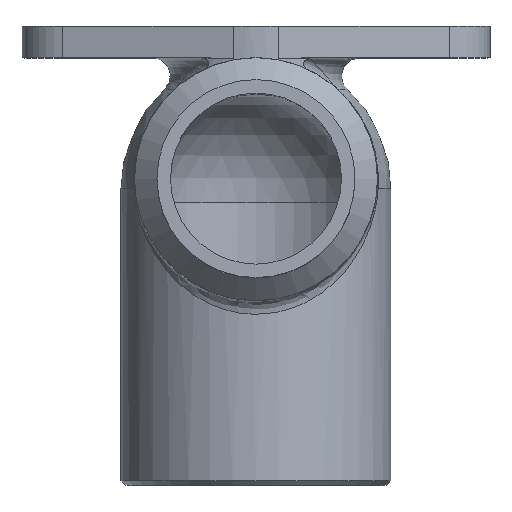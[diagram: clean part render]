
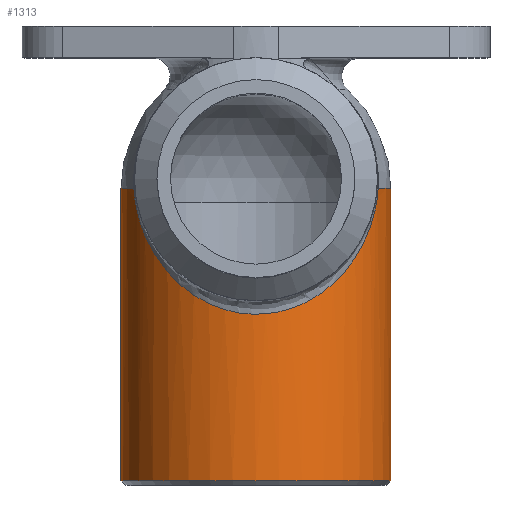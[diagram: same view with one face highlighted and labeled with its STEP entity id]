
A CAD part, top view. The second image highlights one B-rep face of the part: STEP entity #1313.
In plain terms, the highlighted cylindrical face has radius 15 mm (diameter 30 mm), a full revolution.
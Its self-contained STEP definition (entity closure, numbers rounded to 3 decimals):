
#26=LINE('',#2454,#102);
#27=LINE('',#2461,#103);
#28=LINE('',#2465,#104);
#102=VECTOR('',#1522,15.);
#103=VECTOR('',#1529,10.);
#104=VECTOR('',#1532,10.);
#178=CYLINDRICAL_SURFACE('',#1408,15.);
#204=B_SPLINE_CURVE_WITH_KNOTS('',3,(#2164,#2165,#2166,#2167,#2168,#2169,
#2170,#2171,#2172,#2173,#2174,#2175,#2176,#2177),.UNSPECIFIED.,.F.,.F.,
(4,1,1,1,1,1,1,1,1,1,1,4),(3.264,3.615,3.966,
4.668,5.37,5.604,6.072,6.306,
6.774,7.476,7.827,8.178),
 .UNSPECIFIED.);
#300=FACE_BOUND('',#392,.T.);
#314=FACE_OUTER_BOUND('',#391,.T.);
#391=EDGE_LOOP('',(#885,#886,#887,#888,#889,#890,#891,#892));
#392=EDGE_LOOP('',(#893,#894,#895,#896));
#471=CIRCLE('',#1409,15.);
#472=CIRCLE('',#1410,15.);
#473=CIRCLE('',#1411,15.);
#474=CIRCLE('',#1412,15.);
#475=CIRCLE('',#1413,15.);
#476=CIRCLE('',#1414,15.);
#477=CIRCLE('',#1415,15.);
#523=VERTEX_POINT('',#2042);
#525=VERTEX_POINT('',#2142);
#532=VERTEX_POINT('',#2449);
#533=VERTEX_POINT('',#2450);
#534=VERTEX_POINT('',#2453);
#535=VERTEX_POINT('',#2455);
#536=VERTEX_POINT('',#2459);
#537=VERTEX_POINT('',#2460);
#538=VERTEX_POINT('',#2462);
#539=VERTEX_POINT('',#2464);
#666=EDGE_CURVE('',#523,#525,#204,.T.);
#674=EDGE_CURVE('',#532,#533,#471,.T.);
#675=EDGE_CURVE('',#533,#532,#472,.T.);
#676=EDGE_CURVE('',#533,#534,#26,.T.);
#677=EDGE_CURVE('',#534,#535,#473,.T.);
#678=EDGE_CURVE('',#535,#525,#474,.T.);
#679=EDGE_CURVE('',#523,#534,#475,.T.);
#680=EDGE_CURVE('',#536,#537,#27,.T.);
#681=EDGE_CURVE('',#537,#538,#476,.T.);
#682=EDGE_CURVE('',#538,#539,#28,.T.);
#683=EDGE_CURVE('',#539,#536,#477,.T.);
#885=ORIENTED_EDGE('',*,*,#674,.F.);
#886=ORIENTED_EDGE('',*,*,#675,.F.);
#887=ORIENTED_EDGE('',*,*,#676,.T.);
#888=ORIENTED_EDGE('',*,*,#677,.T.);
#889=ORIENTED_EDGE('',*,*,#678,.T.);
#890=ORIENTED_EDGE('',*,*,#666,.F.);
#891=ORIENTED_EDGE('',*,*,#679,.T.);
#892=ORIENTED_EDGE('',*,*,#676,.F.);
#893=ORIENTED_EDGE('',*,*,#680,.T.);
#894=ORIENTED_EDGE('',*,*,#681,.T.);
#895=ORIENTED_EDGE('',*,*,#682,.T.);
#896=ORIENTED_EDGE('',*,*,#683,.T.);
#1313=ADVANCED_FACE('',(#314,#300),#178,.T.);
#1408=AXIS2_PLACEMENT_3D('',#2448,#1516,#1517);
#1409=AXIS2_PLACEMENT_3D('',#2451,#1518,#1519);
#1410=AXIS2_PLACEMENT_3D('',#2452,#1520,#1521);
#1411=AXIS2_PLACEMENT_3D('',#2456,#1523,#1524);
#1412=AXIS2_PLACEMENT_3D('',#2457,#1525,#1526);
#1413=AXIS2_PLACEMENT_3D('',#2458,#1527,#1528);
#1414=AXIS2_PLACEMENT_3D('',#2463,#1530,#1531);
#1415=AXIS2_PLACEMENT_3D('',#2466,#1533,#1534);
#1516=DIRECTION('center_axis',(0.,-1.,0.));
#1517=DIRECTION('ref_axis',(1.,0.,0.));
#1518=DIRECTION('center_axis',(0.,-1.,0.));
#1519=DIRECTION('ref_axis',(-1.,0.,0.));
#1520=DIRECTION('center_axis',(0.,-1.,0.));
#1521=DIRECTION('ref_axis',(-1.,0.,0.));
#1522=DIRECTION('',(0.,1.,0.));
#1523=DIRECTION('center_axis',(0.,-1.,0.));
#1524=DIRECTION('ref_axis',(1.,0.,0.));
#1525=DIRECTION('center_axis',(0.,-1.,0.));
#1526=DIRECTION('ref_axis',(1.,0.,0.));
#1527=DIRECTION('center_axis',(0.,-1.,0.));
#1528=DIRECTION('ref_axis',(1.,0.,0.));
#1529=DIRECTION('',(0.,-1.,0.));
#1530=DIRECTION('center_axis',(0.,-1.,0.));
#1531=DIRECTION('ref_axis',(1.,0.,0.));
#1532=DIRECTION('',(0.,1.,0.));
#1533=DIRECTION('center_axis',(0.,1.,0.));
#1534=DIRECTION('ref_axis',(1.,0.,0.));
#2042=CARTESIAN_POINT('',(-13.571,-1.,6.39));
#2142=CARTESIAN_POINT('',(13.572,-1.,6.387));
#2164=CARTESIAN_POINT('Ctrl Pts',(-13.571,-1.,6.39));
#2165=CARTESIAN_POINT('Ctrl Pts',(-13.5,-2.156,6.541));
#2166=CARTESIAN_POINT('Ctrl Pts',(-13.109,-4.343,7.363));
#2167=CARTESIAN_POINT('Ctrl Pts',(-11.669,-8.035,9.606));
#2168=CARTESIAN_POINT('Ctrl Pts',(-8.797,-11.942,12.555));
#2169=CARTESIAN_POINT('Ctrl Pts',(-4.572,-14.393,14.509));
#2170=CARTESIAN_POINT('Ctrl Pts',(-0.367,-15.142,15.115));
#2171=CARTESIAN_POINT('Ctrl Pts',(2.524,-14.879,14.902));
#2172=CARTESIAN_POINT('Ctrl Pts',(5.793,-13.692,13.949));
#2173=CARTESIAN_POINT('Ctrl Pts',(9.181,-11.417,12.155));
#2174=CARTESIAN_POINT('Ctrl Pts',(11.675,-8.03,9.601));
#2175=CARTESIAN_POINT('Ctrl Pts',(13.11,-4.341,7.359));
#2176=CARTESIAN_POINT('Ctrl Pts',(13.501,-2.155,6.538));
#2177=CARTESIAN_POINT('Ctrl Pts',(13.572,-1.,6.387));
#2448=CARTESIAN_POINT('Origin',(0.,-17.5,0.));
#2449=CARTESIAN_POINT('',(15.,-33.5,0.));
#2450=CARTESIAN_POINT('',(-15.,-33.5,0.));
#2451=CARTESIAN_POINT('Origin',(0.,-33.5,0.));
#2452=CARTESIAN_POINT('Origin',(0.,-33.5,0.));
#2453=CARTESIAN_POINT('',(-15.,-1.,0.));
#2454=CARTESIAN_POINT('',(-15.,-17.5,0.));
#2455=CARTESIAN_POINT('',(0.,-1.,-15.));
#2456=CARTESIAN_POINT('Origin',(0.,-1.,0.));
#2457=CARTESIAN_POINT('Origin',(0.,-1.,0.));
#2458=CARTESIAN_POINT('Origin',(0.,-1.,0.));
#2459=CARTESIAN_POINT('',(-2.98,-15.,-14.701));
#2460=CARTESIAN_POINT('',(-2.98,-19.,-14.701));
#2461=CARTESIAN_POINT('',(-2.98,-17.5,-14.701));
#2462=CARTESIAN_POINT('',(2.98,-19.,-14.701));
#2463=CARTESIAN_POINT('Origin',(0.,-19.,0.));
#2464=CARTESIAN_POINT('',(2.98,-15.,-14.701));
#2465=CARTESIAN_POINT('',(2.98,-17.5,-14.701));
#2466=CARTESIAN_POINT('Origin',(0.,-15.,0.));
